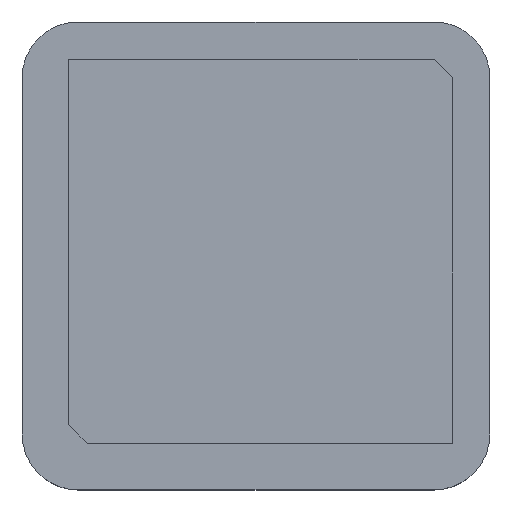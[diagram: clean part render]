
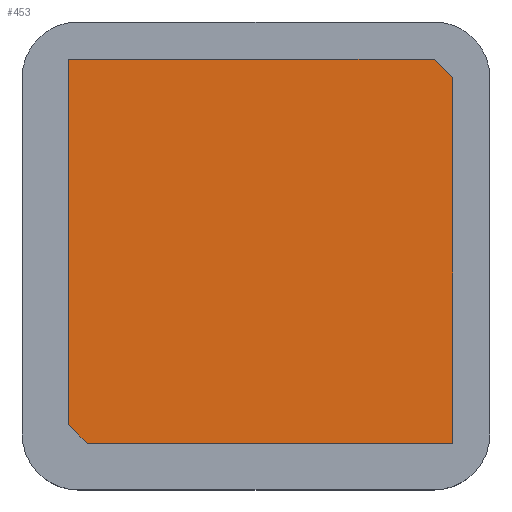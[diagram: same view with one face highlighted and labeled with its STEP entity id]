
A CAD part, top view. The second image highlights one B-rep face of the part: STEP entity #453.
In plain terms, the highlighted planar face has unit normal (0, 0, 1).
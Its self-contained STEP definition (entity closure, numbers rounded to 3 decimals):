
#385 = EDGE_CURVE('',#386,#388,#390,.T.);
#386 = VERTEX_POINT('',#387);
#387 = CARTESIAN_POINT('',(6.865,7.586,2.884));
#388 = VERTEX_POINT('',#389);
#389 = CARTESIAN_POINT('',(-7.253,7.586,2.884));
#390 = B_SPLINE_CURVE_WITH_KNOTS('',3,(#391,#392,#393,#394),
  .UNSPECIFIED.,.F.,.F.,(4,4),(0.,1.),.PIECEWISE_BEZIER_KNOTS.);
#391 = CARTESIAN_POINT('',(6.865,7.586,2.884));
#392 = CARTESIAN_POINT('',(2.159,7.586,2.884));
#393 = CARTESIAN_POINT('',(-2.547,7.586,2.884));
#394 = CARTESIAN_POINT('',(-7.253,7.586,2.884));
#396 = EDGE_CURVE('',#388,#397,#399,.T.);
#397 = VERTEX_POINT('',#398);
#398 = CARTESIAN_POINT('',(-7.253,-6.529,2.884));
#399 = B_SPLINE_CURVE_WITH_KNOTS('',3,(#400,#401,#402,#403),
  .UNSPECIFIED.,.F.,.F.,(4,4),(0.,1.),.PIECEWISE_BEZIER_KNOTS.);
#400 = CARTESIAN_POINT('',(-7.253,7.586,2.884));
#401 = CARTESIAN_POINT('',(-7.253,2.881,2.884));
#402 = CARTESIAN_POINT('',(-7.253,-1.824,2.884));
#403 = CARTESIAN_POINT('',(-7.253,-6.529,2.884));
#405 = EDGE_CURVE('',#397,#406,#408,.T.);
#406 = VERTEX_POINT('',#407);
#407 = CARTESIAN_POINT('',(-6.535,-7.247,2.884));
#408 = B_SPLINE_CURVE_WITH_KNOTS('',3,(#409,#410,#411,#412),
  .UNSPECIFIED.,.F.,.F.,(4,4),(0.,1.),.PIECEWISE_BEZIER_KNOTS.);
#409 = CARTESIAN_POINT('',(-7.253,-6.529,2.884));
#410 = CARTESIAN_POINT('',(-7.013,-6.768,2.884));
#411 = CARTESIAN_POINT('',(-6.774,-7.007,2.884));
#412 = CARTESIAN_POINT('',(-6.535,-7.247,2.884));
#414 = EDGE_CURVE('',#406,#415,#417,.T.);
#415 = VERTEX_POINT('',#416);
#416 = CARTESIAN_POINT('',(7.58,-7.247,2.884));
#417 = B_SPLINE_CURVE_WITH_KNOTS('',3,(#418,#419,#420,#421),
  .UNSPECIFIED.,.F.,.F.,(4,4),(0.,1.),.PIECEWISE_BEZIER_KNOTS.);
#418 = CARTESIAN_POINT('',(-6.535,-7.247,2.884));
#419 = CARTESIAN_POINT('',(-1.83,-7.247,2.884));
#420 = CARTESIAN_POINT('',(2.875,-7.247,2.884));
#421 = CARTESIAN_POINT('',(7.58,-7.247,2.884));
#423 = EDGE_CURVE('',#415,#424,#426,.T.);
#424 = VERTEX_POINT('',#425);
#425 = CARTESIAN_POINT('',(7.58,6.871,2.884));
#426 = B_SPLINE_CURVE_WITH_KNOTS('',3,(#427,#428,#429,#430),
  .UNSPECIFIED.,.F.,.F.,(4,4),(0.,1.),.PIECEWISE_BEZIER_KNOTS.);
#427 = CARTESIAN_POINT('',(7.58,-7.247,2.884));
#428 = CARTESIAN_POINT('',(7.58,-2.541,2.884));
#429 = CARTESIAN_POINT('',(7.58,2.165,2.884));
#430 = CARTESIAN_POINT('',(7.58,6.871,2.884));
#432 = EDGE_CURVE('',#424,#386,#433,.T.);
#433 = B_SPLINE_CURVE_WITH_KNOTS('',3,(#434,#435,#436,#437),
  .UNSPECIFIED.,.F.,.F.,(4,4),(0.,1.),.PIECEWISE_BEZIER_KNOTS.);
#434 = CARTESIAN_POINT('',(7.58,6.871,2.884));
#435 = CARTESIAN_POINT('',(7.342,7.109,2.884));
#436 = CARTESIAN_POINT('',(7.104,7.348,2.884));
#437 = CARTESIAN_POINT('',(6.865,7.586,2.884));
#453 = ADVANCED_FACE('',(#454),#462,.T.);
#454 = FACE_BOUND('',#455,.T.);
#455 = EDGE_LOOP('',(#456,#457,#458,#459,#460,#461));
#456 = ORIENTED_EDGE('',*,*,#423,.T.);
#457 = ORIENTED_EDGE('',*,*,#432,.T.);
#458 = ORIENTED_EDGE('',*,*,#385,.T.);
#459 = ORIENTED_EDGE('',*,*,#396,.T.);
#460 = ORIENTED_EDGE('',*,*,#405,.T.);
#461 = ORIENTED_EDGE('',*,*,#414,.T.);
#462 = PLANE('',#463);
#463 = AXIS2_PLACEMENT_3D('',#464,#465,#466);
#464 = CARTESIAN_POINT('',(7.58,7.586,2.884));
#465 = DIRECTION('',(0.,0.,1.));
#466 = DIRECTION('',(0.,-1.,0.));
